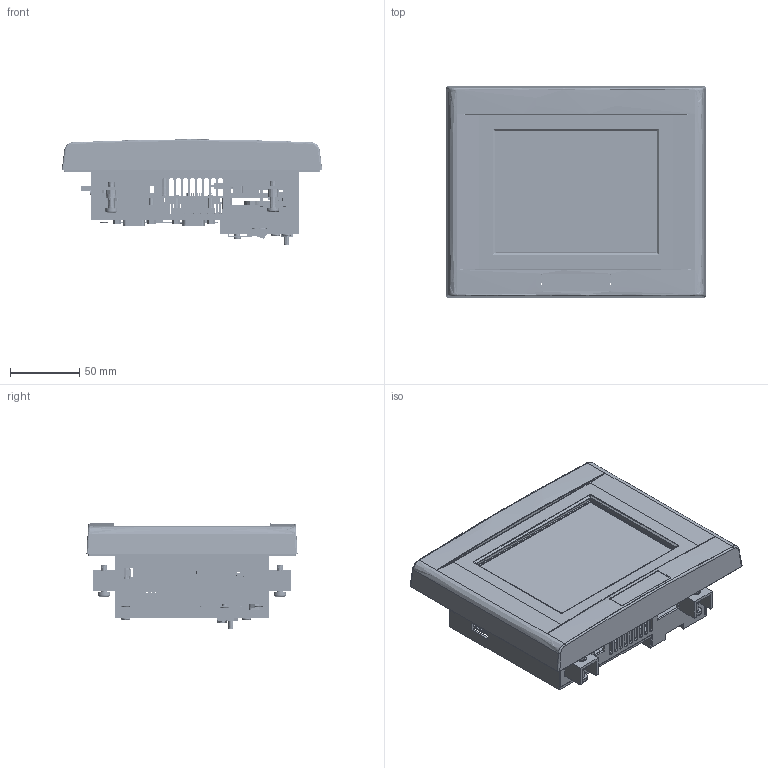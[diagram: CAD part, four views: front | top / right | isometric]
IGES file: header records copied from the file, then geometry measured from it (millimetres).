
Start section:  PTC IGES file: exp_2_assy_sw0003.igs
Global section: file name: exp_2_assy_sw0003.igs; native system: Pro/ENGINEER by Parametric Technology Corporation; preprocessor: 2004130; author: srollman; organization: Unknown; date: 070514.132120; units: inch
Bounding box: 187.96 x 152.4 x 75.84 mm (x, y, z)
Surface area: 299915 mm2 (no closed solid volume)
Topology: 0 solids, 0 shells, 2316 faces, 14494 edges, 14494 vertices
Faces by surface type: bspline 2316
